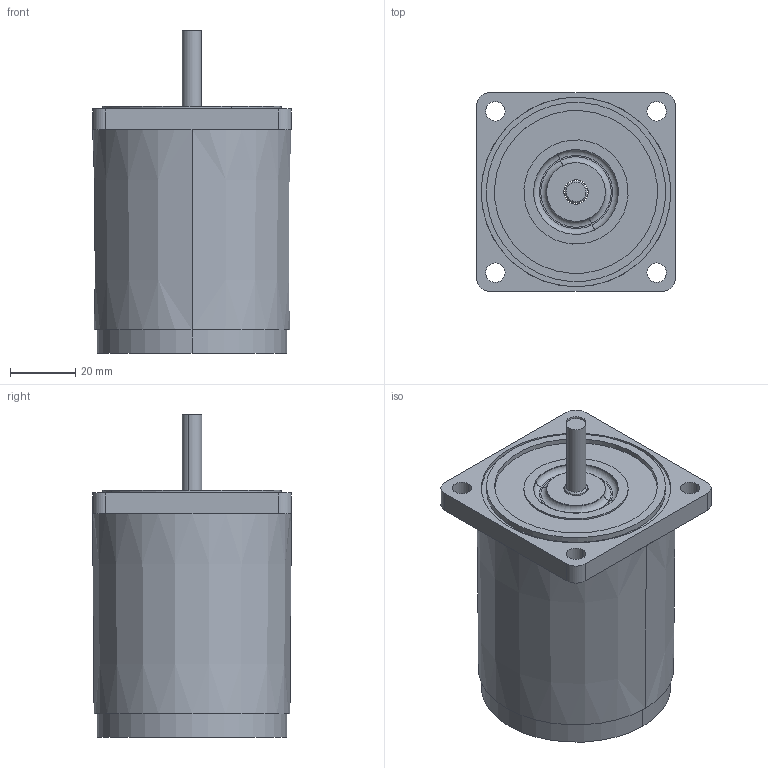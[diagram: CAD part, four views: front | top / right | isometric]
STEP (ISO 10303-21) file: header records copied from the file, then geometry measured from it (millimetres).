
FILE_DESCRIPTION (( 'STEP AP203' ), '1' );
FILE_NAME ('2IK6A-C.STEP', '2022-08-25T03:00:52', ( '' ), ( 'Microsoft' ), 'SwSTEP 2.0', 'SolidWorks 2020', '' );
FILE_SCHEMA (( 'CONFIG_CONTROL_DESIGN' ));
Length unit declared in the file: millimetre
Products named in the file (1): 2IK6A-C
Bounding box: 61 x 61 x 99 mm (x, y, z)
Surface area: 25212.6 mm2 (no closed solid volume)
Topology: 0 solids, 6 shells, 95 faces, 240 edges, 156 vertices
Faces by surface type: cylinder 56, plane 19, cone 16, torus 4
Entity records: 3012 total; most frequent: DIRECTION 576, CARTESIAN_POINT 516, ORIENTED_EDGE 434, AXIS2_PLACEMENT_3D 244, EDGE_CURVE 240, VERTEX_POINT 156, CIRCLE 148, EDGE_LOOP 121
